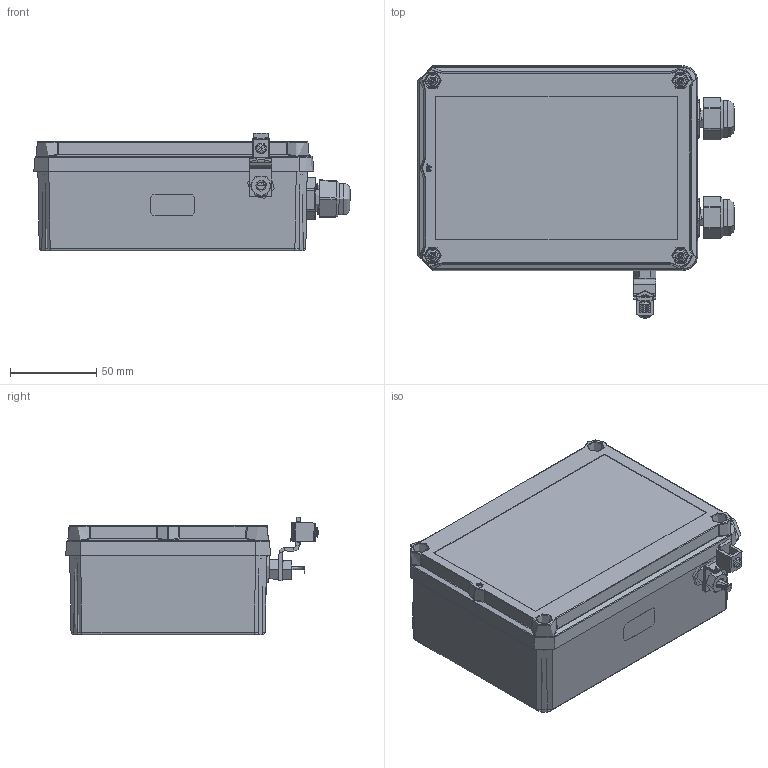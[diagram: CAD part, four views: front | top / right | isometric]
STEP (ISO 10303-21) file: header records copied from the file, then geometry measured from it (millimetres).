
FILE_DESCRIPTION (( 'STEP AP214' ), '1' );
FILE_NAME ('1101-640-E.STEP', '2019-01-24T20:14:48', ( '' ), ( '' ), 'SwSTEP 2.0', 'SolidWorks 2018', '' );
FILE_SCHEMA (( 'AUTOMOTIVE_DESIGN' ));
Length unit declared in the file: inch
Products named in the file (47): SSCUPSLT 0.25-20x0.375-S; nut^2500-154; compression nut^2500-154; 2500-154; 1101-640-E; body^2500-154; 2102-240; 2003-1052; 2102-306; SAU-70 part1; 2101-021; 2105-280; 2103-028; 2021-223; Gasket 2021-223; 2002-133_E226; SSCUPSLT 0.25-20x0.375-S_SSCUPSLT 0.25-20x0.375-S; 2100-012; SAU-70 part2; 2002-133
Assembly tree (43 placements, depth 3):
  SSCUPSLT 0.25-20x0.375-S
  compression nut^2500-154
  1101-640-E
    2002-133_E226
    2021-223
      2021-223
      Gasket 2021-223
    2500-154  x2
      body^2500-154
      compression nut^2500-154
      nut^2500-154
    2105-280
      SAU-70 part1
      SAU-70 part2
      SSCUPSLT 0.25-20x0.375-S_SSCUPSLT 0.25-20x0.375-S
    2101-021
    2100-012  x2
    2102-306  x4
    2102-240  x4
    2103-028
    2003-1052
  compression nut^2500-154
  1101-640-E
    2100-012
    2500-154
      body^2500-154
      nut^2500-154
    2500-154
      nut^2500-154
      body^2500-154
    2101-021
    2102-306
    2102-240
    2102-240
    2102-306
    2102-306
    2102-240
    2102-240
    2102-306
    2100-012
Bounding box: 183.64 x 146.72 x 68.44 mm (x, y, z)
Volume: 224923.3 mm3; surface area: 189182.1 mm2
Topology: 25 solids, 25 shells, 2381 faces, 6372 edges, 4125 vertices
Faces by surface type: plane 921, cylinder 786, bspline 363, cone 216, torus 81, sphere 14
Entity records: 88415 total; most frequent: CARTESIAN_POINT 47768, ORIENTED_EDGE 9094, DIRECTION 6981, EDGE_CURVE 4547, VERTEX_POINT 2913, AXIS2_PLACEMENT_3D 2388, VECTOR 2205, LINE 2205
